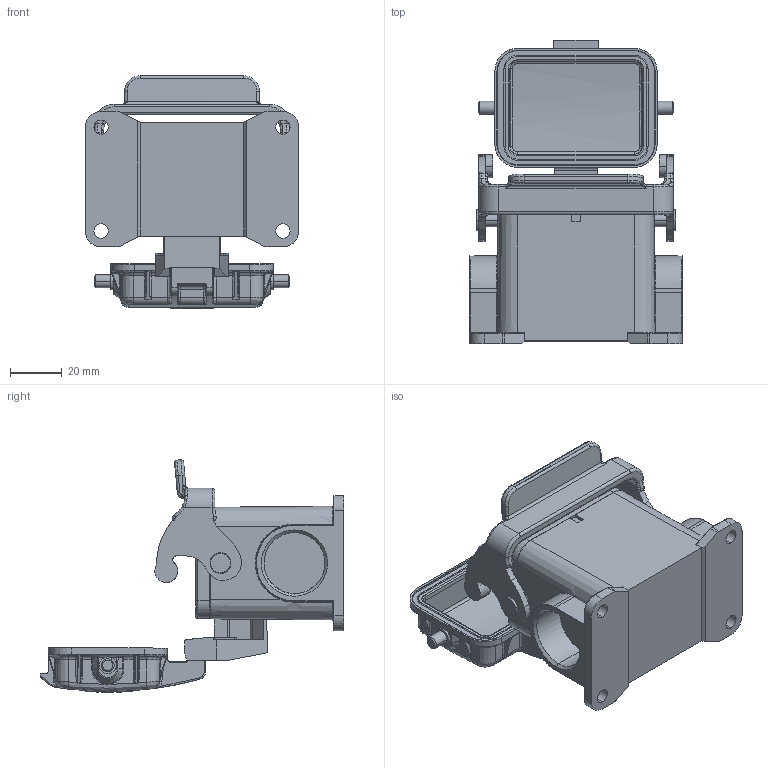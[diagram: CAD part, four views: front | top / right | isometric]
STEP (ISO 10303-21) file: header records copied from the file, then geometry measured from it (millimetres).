
FILE_DESCRIPTION (( 'STEP AP203' ), '1' );
FILE_NAME ('H6B-SF-1L_SC-MCV-M25.STEP', '2019-08-21T06:15:05', ( '' ), ( '' ), 'SwSTEP 2.0', 'SolidWorks 2016', '' );
FILE_SCHEMA (( 'CONFIG_CONTROL_DESIGN' ));
Length unit declared in the file: millimetre
Products named in the file (1): H6B-SF-1L_SC-MCV-M25
Bounding box: 82 x 116.93 x 89.54 mm (x, y, z)
Volume: 94351.1 mm3; surface area: 56074.8 mm2
Topology: 1 solids, 34 shells, 1622 faces, 4000 edges, 2470 vertices
Faces by surface type: plane 578, bspline 558, cylinder 434, cone 39, torus 13
Entity records: 68875 total; most frequent: CARTESIAN_POINT 35402, ORIENTED_EDGE 7978, DIRECTION 5297, EDGE_CURVE 3989, VERTEX_POINT 2470, VECTOR 1799, LINE 1799, AXIS2_PLACEMENT_3D 1749
